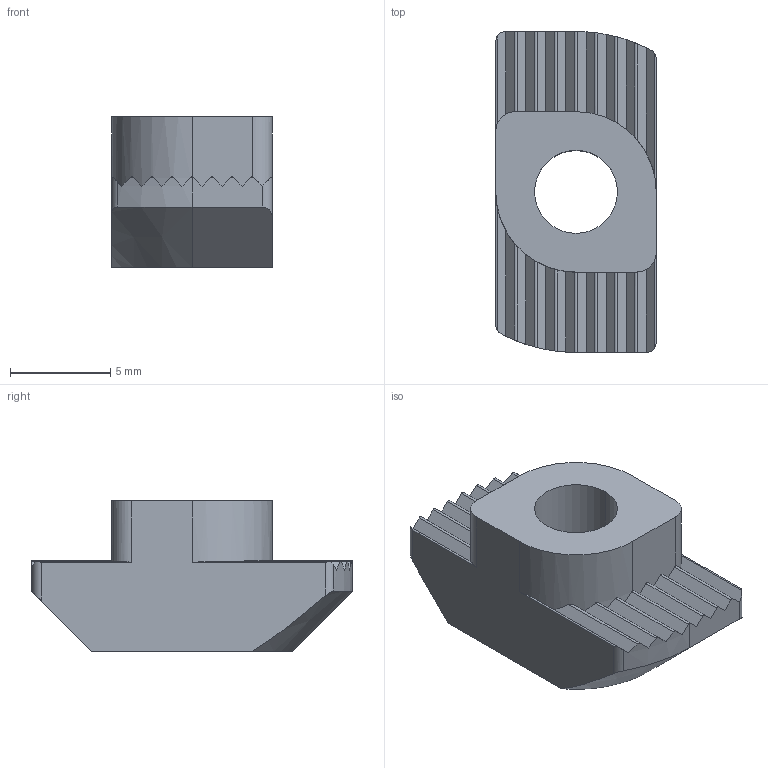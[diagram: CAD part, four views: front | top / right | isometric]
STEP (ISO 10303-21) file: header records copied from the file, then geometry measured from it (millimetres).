
FILE_DESCRIPTION (( 'STEP AP203' ), '1' );
FILE_NAME ('282200501_c_1.STEP', '2022-12-14T04:36:31', ( '' ), ( '' ), 'SwSTEP 2.0', 'SolidWorks 2014', '' );
FILE_SCHEMA (( 'CONFIG_CONTROL_DESIGN' ));
Length unit declared in the file: millimetre
Products named in the file (1): 282200501_c_1
Bounding box: 8 x 16 x 7.5 mm (x, y, z)
Volume: 543.9 mm3; surface area: 587.3 mm2
Topology: 1 solids, 1 shells, 74 faces, 212 edges, 140 vertices
Faces by surface type: plane 42, cylinder 30, cone 2
Entity records: 2707 total; most frequent: CARTESIAN_POINT 843, ORIENTED_EDGE 424, DIRECTION 318, EDGE_CURVE 212, VERTEX_POINT 140, VECTOR 112, LINE 112, AXIS2_PLACEMENT_3D 103
